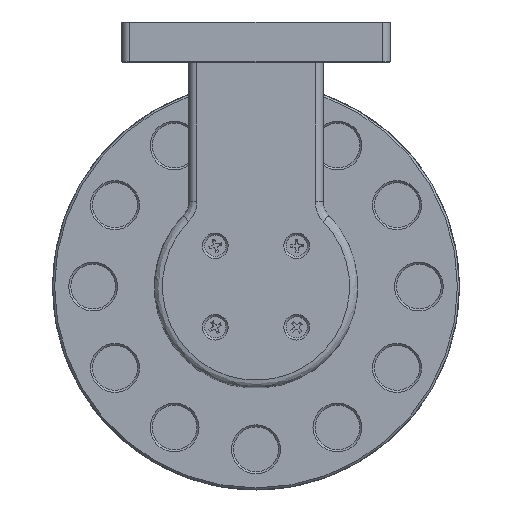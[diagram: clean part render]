
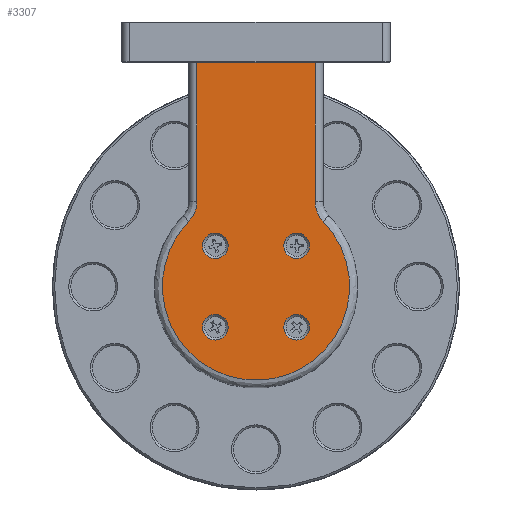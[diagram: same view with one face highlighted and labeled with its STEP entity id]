
A CAD part, front view. The second image highlights one B-rep face of the part: STEP entity #3307.
In plain terms, the highlighted planar face has unit normal (0, -1, 0).
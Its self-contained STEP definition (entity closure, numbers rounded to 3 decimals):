
#777 = CIRCLE ( 'NONE', #20879, 3.15 ) ;
#848 = EDGE_CURVE ( 'NONE', #6549, #11850, #18777, .T. ) ;
#1420 = CARTESIAN_POINT ( 'NONE',  ( -8.038, -8.414, 80. ) ) ;
#2096 = ORIENTED_EDGE ( 'NONE', *, *, #3345, .F. ) ;
#2171 = CARTESIAN_POINT ( 'NONE',  ( -32.538, -8.414, 70. ) ) ;
#2862 = CARTESIAN_POINT ( 'NONE',  ( -28.038, -8.414, 76.85 ) ) ;
#2953 = DIRECTION ( 'NONE',  ( 1., 0., 0. ) ) ;
#3257 = FACE_OUTER_BOUND ( 'NONE', #5695, .T. ) ;
#3307 = ADVANCED_FACE ( 'NONE', ( #3257, #14818, #14372, #23832, #10318 ), #21285, .F. ) ;
#3345 = EDGE_CURVE ( 'NONE', #12517, #6549, #5556, .T. ) ;
#3682 = EDGE_CURVE ( 'NONE', #23763, #23763, #8876, .T. ) ;
#3738 = ORIENTED_EDGE ( 'NONE', *, *, #11536, .F. ) ;
#3862 = ORIENTED_EDGE ( 'NONE', *, *, #7784, .F. ) ;
#4177 = AXIS2_PLACEMENT_3D ( 'NONE', #25397, #16387, #25544 ) ;
#4194 = CARTESIAN_POINT ( 'NONE',  ( -32.538, -8.414, 90.922 ) ) ;
#4211 = EDGE_LOOP ( 'NONE', ( #7762 ) ) ;
#4243 = VERTEX_POINT ( 'NONE', #22685 ) ;
#4566 = AXIS2_PLACEMENT_3D ( 'NONE', #1420, #24096, #28884 ) ;
#5353 = CARTESIAN_POINT ( 'NONE',  ( -34.521, -8.414, 86.041 ) ) ;
#5427 = CARTESIAN_POINT ( 'NONE',  ( -3.538, -8.414, 125. ) ) ;
#5527 = CARTESIAN_POINT ( 'NONE',  ( -3.538, -8.414, 90.922 ) ) ;
#5556 =( BOUNDED_CURVE ( )  B_SPLINE_CURVE ( 3, ( #29365, #6130, #8357, #26372, #15420, #21872, #26673 ),
 .UNSPECIFIED., .F., .F. ) 
 B_SPLINE_CURVE_WITH_KNOTS ( ( 4, 3, 4 ),
 ( 0., 0.5, 1. ),
 .UNSPECIFIED. ) 
 CURVE ( )  GEOMETRIC_REPRESENTATION_ITEM ( )  RATIONAL_B_SPLINE_CURVE ( ( 1., 0.593, 0.593, 1., 0.593, 0.593, 1. ) ) 
 REPRESENTATION_ITEM ( '' )  );
#5695 = EDGE_LOOP ( 'NONE', ( #19405, #13816, #12205, #26535, #2096, #3862 ) ) ;
#5844 = EDGE_LOOP ( 'NONE', ( #3738 ) ) ;
#6058 = CARTESIAN_POINT ( 'NONE',  ( -8.038, -8.414, 76.85 ) ) ;
#6130 = CARTESIAN_POINT ( 'NONE',  ( 15.069, -8.414, 68.958 ) ) ;
#6270 = VECTOR ( 'NONE', #16670, 1000. ) ;
#6549 = VERTEX_POINT ( 'NONE', #21805 ) ;
#6570 = CIRCLE ( 'NONE', #4177, 3.15 ) ;
#6796 = EDGE_CURVE ( 'NONE', #24803, #24803, #6570, .T. ) ;
#7605 = CARTESIAN_POINT ( 'NONE',  ( -32.538, -8.414, 89.075 ) ) ;
#7762 = ORIENTED_EDGE ( 'NONE', *, *, #27190, .F. ) ;
#7784 = EDGE_CURVE ( 'NONE', #4243, #12517, #18952, .T. ) ;
#8357 = CARTESIAN_POINT ( 'NONE',  ( 5.798, -8.414, 47. ) ) ;
#8791 = DIRECTION ( 'NONE',  ( 0., 0., 1. ) ) ;
#8876 = CIRCLE ( 'NONE', #4566, 3.15 ) ;
#10021 = CARTESIAN_POINT ( 'NONE',  ( -18.038, -8.414, 70. ) ) ;
#10149 = CARTESIAN_POINT ( 'NONE',  ( -33.233, -8.414, 87.364 ) ) ;
#10290 = CARTESIAN_POINT ( 'NONE',  ( -32.538, -8.414, 90.922 ) ) ;
#10318 = FACE_BOUND ( 'NONE', #21300, .T. ) ;
#11104 = VERTEX_POINT ( 'NONE', #20258 ) ;
#11536 = EDGE_CURVE ( 'NONE', #25530, #25530, #777, .T. ) ;
#11850 = VERTEX_POINT ( 'NONE', #4194 ) ;
#11930 = VECTOR ( 'NONE', #8791, 1000. ) ;
#12020 = LINE ( 'NONE', #18620, #6270 ) ;
#12205 = ORIENTED_EDGE ( 'NONE', *, *, #16450, .F. ) ;
#12517 = VERTEX_POINT ( 'NONE', #24701 ) ;
#12795 = CARTESIAN_POINT ( 'NONE',  ( -28.038, -8.414, 80. ) ) ;
#13241 = CARTESIAN_POINT ( 'NONE',  ( -28.038, -8.414, 56.85 ) ) ;
#13816 = ORIENTED_EDGE ( 'NONE', *, *, #24561, .F. ) ;
#14372 = FACE_BOUND ( 'NONE', #5844, .T. ) ;
#14623 = AXIS2_PLACEMENT_3D ( 'NONE', #28913, #21326, #19069 ) ;
#14800 = EDGE_LOOP ( 'NONE', ( #16860 ) ) ;
#14818 = FACE_BOUND ( 'NONE', #4211, .T. ) ;
#15420 = CARTESIAN_POINT ( 'NONE',  ( -41.873, -8.414, 47. ) ) ;
#16387 = DIRECTION ( 'NONE',  ( 0., -1., 0. ) ) ;
#16403 = ORIENTED_EDGE ( 'NONE', *, *, #6796, .F. ) ;
#16450 = EDGE_CURVE ( 'NONE', #11850, #26687, #27406, .T. ) ;
#16613 = CARTESIAN_POINT ( 'NONE',  ( -3.538, -8.414, 89.075 ) ) ;
#16670 = DIRECTION ( 'NONE',  ( 0., 0., -1. ) ) ;
#16860 = ORIENTED_EDGE ( 'NONE', *, *, #3682, .F. ) ;
#17734 = DIRECTION ( 'NONE',  ( 0., -1., 0. ) ) ;
#18561 = CARTESIAN_POINT ( 'NONE',  ( -18.038, -8.414, 125. ) ) ;
#18620 = CARTESIAN_POINT ( 'NONE',  ( -3.538, -8.414, 70. ) ) ;
#18777 =( BOUNDED_CURVE ( )  B_SPLINE_CURVE ( 3, ( #5353, #10149, #7605, #10290 ),
 .UNSPECIFIED., .F., .F. ) 
 B_SPLINE_CURVE_WITH_KNOTS ( ( 4, 4 ),
 ( 0., 1. ),
 .UNSPECIFIED. ) 
 CURVE ( )  GEOMETRIC_REPRESENTATION_ITEM ( )  RATIONAL_B_SPLINE_CURVE ( ( 1., 0.951, 0.951, 1. ) ) 
 REPRESENTATION_ITEM ( '' )  );
#18952 =( BOUNDED_CURVE ( )  B_SPLINE_CURVE ( 3, ( #5527, #16613, #28032, #21721 ),
 .UNSPECIFIED., .F., .F. ) 
 B_SPLINE_CURVE_WITH_KNOTS ( ( 4, 4 ),
 ( 0., 1. ),
 .UNSPECIFIED. ) 
 CURVE ( )  GEOMETRIC_REPRESENTATION_ITEM ( )  RATIONAL_B_SPLINE_CURVE ( ( 1., 0.951, 0.951, 1. ) ) 
 REPRESENTATION_ITEM ( '' )  );
#19069 = DIRECTION ( 'NONE',  ( 0., 0., -1. ) ) ;
#19175 = DIRECTION ( 'NONE',  ( 0., 0., 1. ) ) ;
#19405 = ORIENTED_EDGE ( 'NONE', *, *, #22349, .F. ) ;
#20258 = CARTESIAN_POINT ( 'NONE',  ( -8.038, -8.414, 56.85 ) ) ;
#20377 = VERTEX_POINT ( 'NONE', #5427 ) ;
#20879 = AXIS2_PLACEMENT_3D ( 'NONE', #12795, #17734, #22262 ) ;
#21285 = PLANE ( 'NONE',  #24687 ) ;
#21300 = EDGE_LOOP ( 'NONE', ( #16403 ) ) ;
#21326 = DIRECTION ( 'NONE',  ( 0., -1., 0. ) ) ;
#21721 = CARTESIAN_POINT ( 'NONE',  ( -1.554, -8.414, 86.041 ) ) ;
#21805 = CARTESIAN_POINT ( 'NONE',  ( -34.521, -8.414, 86.041 ) ) ;
#21872 = CARTESIAN_POINT ( 'NONE',  ( -51.144, -8.414, 68.958 ) ) ;
#22262 = DIRECTION ( 'NONE',  ( 0., 0., -1. ) ) ;
#22349 = EDGE_CURVE ( 'NONE', #20377, #4243, #12020, .T. ) ;
#22685 = CARTESIAN_POINT ( 'NONE',  ( -3.538, -8.414, 90.922 ) ) ;
#23686 = DIRECTION ( 'NONE',  ( 0., 1., 0. ) ) ;
#23763 = VERTEX_POINT ( 'NONE', #6058 ) ;
#23832 = FACE_BOUND ( 'NONE', #14800, .T. ) ;
#24096 = DIRECTION ( 'NONE',  ( 0., -1., 0. ) ) ;
#24561 = EDGE_CURVE ( 'NONE', #26687, #20377, #25329, .T. ) ;
#24607 = VECTOR ( 'NONE', #2953, 1000. ) ;
#24687 = AXIS2_PLACEMENT_3D ( 'NONE', #10021, #23686, #19175 ) ;
#24701 = CARTESIAN_POINT ( 'NONE',  ( -1.554, -8.414, 86.041 ) ) ;
#24803 = VERTEX_POINT ( 'NONE', #13241 ) ;
#25329 = LINE ( 'NONE', #18561, #24607 ) ;
#25397 = CARTESIAN_POINT ( 'NONE',  ( -28.038, -8.414, 60. ) ) ;
#25530 = VERTEX_POINT ( 'NONE', #2862 ) ;
#25544 = DIRECTION ( 'NONE',  ( 0., 0., -1. ) ) ;
#25651 = CIRCLE ( 'NONE', #14623, 3.15 ) ;
#26372 = CARTESIAN_POINT ( 'NONE',  ( -18.038, -8.414, 47. ) ) ;
#26535 = ORIENTED_EDGE ( 'NONE', *, *, #848, .F. ) ;
#26673 = CARTESIAN_POINT ( 'NONE',  ( -34.521, -8.414, 86.041 ) ) ;
#26687 = VERTEX_POINT ( 'NONE', #27527 ) ;
#27190 = EDGE_CURVE ( 'NONE', #11104, #11104, #25651, .T. ) ;
#27406 = LINE ( 'NONE', #2171, #11930 ) ;
#27527 = CARTESIAN_POINT ( 'NONE',  ( -32.538, -8.414, 125. ) ) ;
#28032 = CARTESIAN_POINT ( 'NONE',  ( -2.843, -8.414, 87.364 ) ) ;
#28884 = DIRECTION ( 'NONE',  ( 0., 0., -1. ) ) ;
#28913 = CARTESIAN_POINT ( 'NONE',  ( -8.038, -8.414, 60. ) ) ;
#29365 = CARTESIAN_POINT ( 'NONE',  ( -1.554, -8.414, 86.041 ) ) ;
